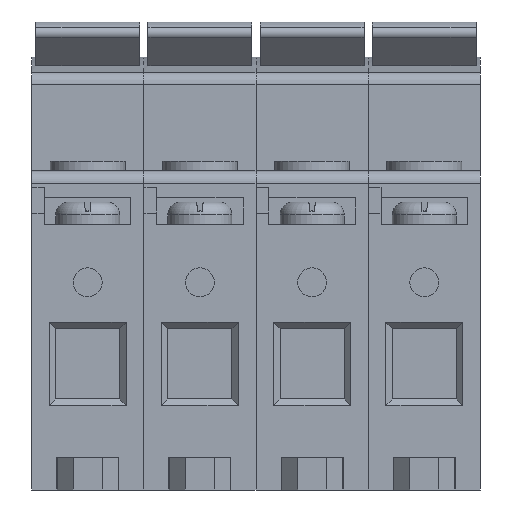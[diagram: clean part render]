
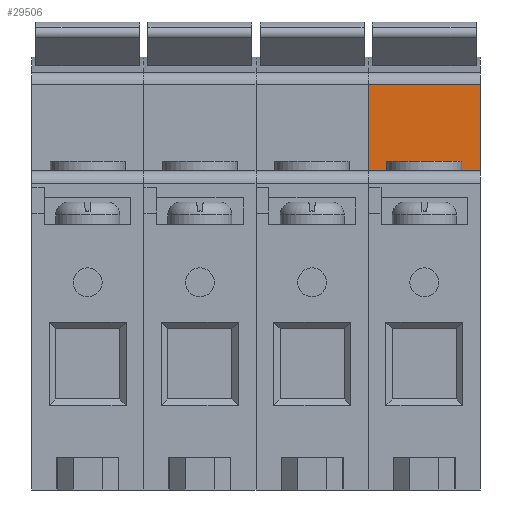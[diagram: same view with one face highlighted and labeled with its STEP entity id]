
A CAD part, front view. The second image highlights one B-rep face of the part: STEP entity #29506.
In plain terms, the highlighted planar face has unit normal (0, -1, 0).
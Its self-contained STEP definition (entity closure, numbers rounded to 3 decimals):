
#1152 = CARTESIAN_POINT ( 'NONE',  ( -8.75, -22.5, 49.8 ) ) ;
#2692 = CARTESIAN_POINT ( 'NONE',  ( 8.75, -22.5, 49.8 ) ) ;
#2910 = CARTESIAN_POINT ( 'NONE',  ( 8.75, -22.5, 63.215 ) ) ;
#4869 = CARTESIAN_POINT ( 'NONE',  ( 8.75, -22.5, 49.8 ) ) ;
#5135 = ORIENTED_EDGE ( 'NONE', *, *, #10679, .F. ) ;
#7598 = EDGE_CURVE ( 'NONE', #16531, #30787, #32802, .T. ) ;
#8272 = DIRECTION ( 'NONE',  ( -1., 0., 0. ) ) ;
#8343 = VECTOR ( 'NONE', #16630, 1000. ) ;
#8909 = DIRECTION ( 'NONE',  ( 0., 0., 1. ) ) ;
#10679 = EDGE_CURVE ( 'NONE', #21268, #30004, #18741, .T. ) ;
#13193 = LINE ( 'NONE', #2692, #21948 ) ;
#13976 = AXIS2_PLACEMENT_3D ( 'NONE', #29703, #17301, #8909 ) ;
#15717 = ORIENTED_EDGE ( 'NONE', *, *, #21042, .T. ) ;
#16531 = VERTEX_POINT ( 'NONE', #28656 ) ;
#16630 = DIRECTION ( 'NONE',  ( 0., 0., -1. ) ) ;
#17301 = DIRECTION ( 'NONE',  ( 0., 1., 0. ) ) ;
#17510 = CARTESIAN_POINT ( 'NONE',  ( 8.75, -22.5, 63.215 ) ) ;
#18528 = VECTOR ( 'NONE', #8272, 1000. ) ;
#18741 = LINE ( 'NONE', #28885, #21854 ) ;
#19196 = DIRECTION ( 'NONE',  ( -1., 0., 0. ) ) ;
#19721 = FACE_OUTER_BOUND ( 'NONE', #25541, .T. ) ;
#21042 = EDGE_CURVE ( 'NONE', #21268, #16531, #26482, .T. ) ;
#21268 = VERTEX_POINT ( 'NONE', #17510 ) ;
#21854 = VECTOR ( 'NONE', #26486, 1000. ) ;
#21948 = VECTOR ( 'NONE', #19196, 1000. ) ;
#22110 = ORIENTED_EDGE ( 'NONE', *, *, #7598, .T. ) ;
#24030 = ORIENTED_EDGE ( 'NONE', *, *, #24676, .F. ) ;
#24676 = EDGE_CURVE ( 'NONE', #30004, #30787, #13193, .T. ) ;
#25541 = EDGE_LOOP ( 'NONE', ( #5135, #15717, #22110, #24030 ) ) ;
#26219 = CARTESIAN_POINT ( 'NONE',  ( -8.75, -22.5, 49.8 ) ) ;
#26482 = LINE ( 'NONE', #2910, #18528 ) ;
#26486 = DIRECTION ( 'NONE',  ( 0., 0., -1. ) ) ;
#28656 = CARTESIAN_POINT ( 'NONE',  ( -8.75, -22.5, 63.215 ) ) ;
#28885 = CARTESIAN_POINT ( 'NONE',  ( 8.75, -22.5, 49.8 ) ) ;
#29506 = ADVANCED_FACE ( 'NONE', ( #19721 ), #32464, .F. ) ;
#29703 = CARTESIAN_POINT ( 'NONE',  ( 8.75, -22.5, 49.8 ) ) ;
#30004 = VERTEX_POINT ( 'NONE', #4869 ) ;
#30787 = VERTEX_POINT ( 'NONE', #26219 ) ;
#32464 = PLANE ( 'NONE',  #13976 ) ;
#32802 = LINE ( 'NONE', #1152, #8343 ) ;
